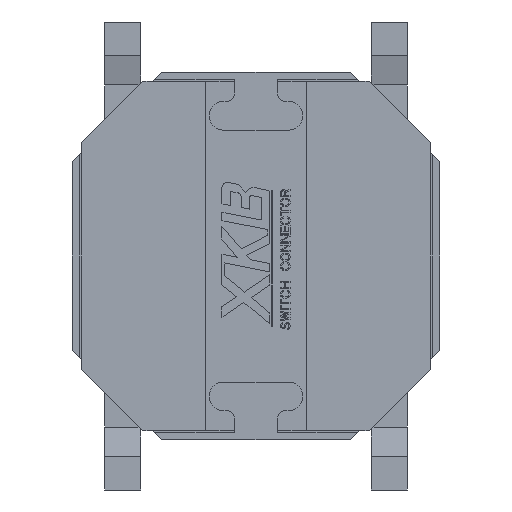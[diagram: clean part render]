
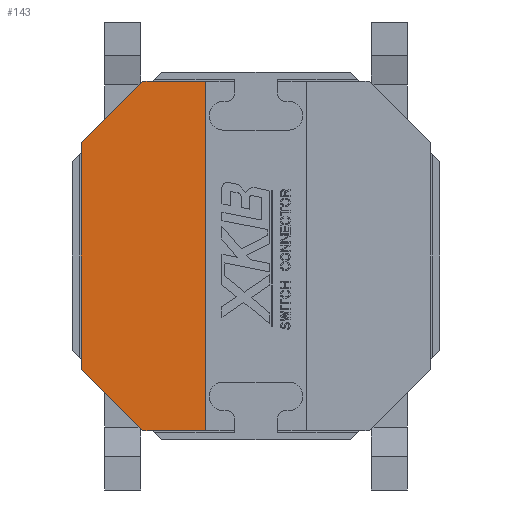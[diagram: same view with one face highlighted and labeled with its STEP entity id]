
A CAD part, front view. The second image highlights one B-rep face of the part: STEP entity #143.
In plain terms, the highlighted planar face has unit normal (0, -1, 0).
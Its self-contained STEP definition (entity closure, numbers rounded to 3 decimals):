
#143=ADVANCED_FACE('',(#847),#848,.F.);
#847=FACE_OUTER_BOUND('',#2044,.T.);
#848=PLANE('',#2045);
#2044=EDGE_LOOP('',(#4254,#4255,#4256,#4257,#4258,#4259));
#2045=AXIS2_PLACEMENT_3D('',#4260,#4261,#4262);
#4254=ORIENTED_EDGE('',*,*,#8730,.T.);
#4255=ORIENTED_EDGE('',*,*,#8769,.T.);
#4256=ORIENTED_EDGE('',*,*,#8767,.T.);
#4257=ORIENTED_EDGE('',*,*,#8776,.T.);
#4258=ORIENTED_EDGE('',*,*,#8714,.T.);
#4259=ORIENTED_EDGE('',*,*,#8777,.F.);
#4260=CARTESIAN_POINT('',(0.0,0.0,0.0));
#4261=DIRECTION('',(-0.0,1.0,0.0));
#4262=DIRECTION('',(1.0,0.0,0.0));
#8714=EDGE_CURVE('',#10941,#10939,#10942,.T.);
#8730=EDGE_CURVE('',#10967,#10965,#10968,.T.);
#8767=EDGE_CURVE('',#11014,#11012,#11015,.T.);
#8769=EDGE_CURVE('',#10965,#11014,#11017,.T.);
#8776=EDGE_CURVE('',#11012,#10941,#11030,.T.);
#8777=EDGE_CURVE('',#10967,#10939,#11031,.T.);
#10939=VERTEX_POINT('',#14301);
#10941=VERTEX_POINT('',#14304);
#10942=LINE('',#14305,#14306);
#10965=VERTEX_POINT('',#14343);
#10967=VERTEX_POINT('',#14346);
#10968=LINE('',#14347,#14348);
#11012=VERTEX_POINT('',#14427);
#11014=VERTEX_POINT('',#14430);
#11015=LINE('',#14431,#14432);
#11017=LINE('',#14435,#14436);
#11030=LINE('',#14455,#14456);
#11031=LINE('',#14457,#14458);
#14301=CARTESIAN_POINT('',(-0.7,0.0,-2.43));
#14304=CARTESIAN_POINT('',(-1.57,0.0,-2.43));
#14305=CARTESIAN_POINT('',(-1.57,0.0,-2.43));
#14306=VECTOR('',#17564,0.87);
#14343=CARTESIAN_POINT('',(-1.57,0.0,2.43));
#14346=CARTESIAN_POINT('',(-0.7,0.0,2.43));
#14347=CARTESIAN_POINT('',(-0.7,0.0,2.43));
#14348=VECTOR('',#17580,0.87);
#14427=CARTESIAN_POINT('',(-2.43,0.0,-1.57));
#14430=CARTESIAN_POINT('',(-2.43,0.0,1.57));
#14431=CARTESIAN_POINT('',(-2.43,0.0,1.57));
#14432=VECTOR('',#17617,3.14);
#14435=CARTESIAN_POINT('',(-1.57,0.0,2.43));
#14436=VECTOR('',#17619,1.216);
#14455=CARTESIAN_POINT('',(-2.43,0.0,-1.57));
#14456=VECTOR('',#17626,1.216);
#14457=CARTESIAN_POINT('',(-0.7,0.0,2.43));
#14458=VECTOR('',#17627,4.86);
#17564=DIRECTION('',(1.0,0.0,0.0));
#17580=DIRECTION('',(-1.0,0.0,0.0));
#17617=DIRECTION('',(0.0,0.0,-1.0));
#17619=DIRECTION('',(-0.707,0.0,-0.707));
#17626=DIRECTION('',(0.707,0.0,-0.707));
#17627=DIRECTION('',(0.0,0.0,-1.0));
